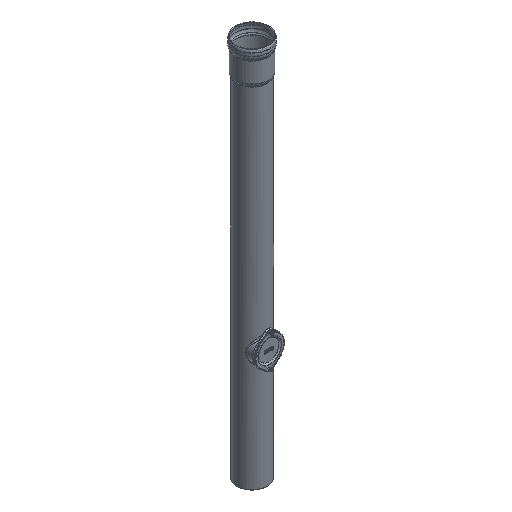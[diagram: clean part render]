
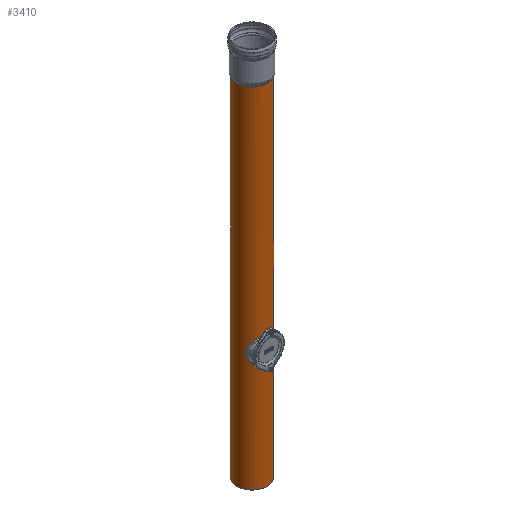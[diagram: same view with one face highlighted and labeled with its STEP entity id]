
A CAD part, isometric view. The second image highlights one B-rep face of the part: STEP entity #3410.
In plain terms, the highlighted cylindrical face has radius 795 mm (diameter 1590 mm), a full revolution.
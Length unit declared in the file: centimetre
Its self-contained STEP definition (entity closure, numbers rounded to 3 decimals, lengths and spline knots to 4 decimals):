
#247=LINE('',#6569,#434);
#248=LINE('',#6571,#435);
#434=VECTOR('',#4169,79.5);
#435=VECTOR('',#4170,79.5);
#620=CYLINDRICAL_SURFACE('',#3652,79.5);
#665=FACE_OUTER_BOUND('',#894,.T.);
#894=EDGE_LOOP('',(#2363,#2364,#2365,#2366,#2367,#2368,#2369,#2370,#2371,
#2372));
#1140=B_SPLINE_CURVE_WITH_KNOTS('',3,(#6424,#6425,#6426,#6427,#6428,#6429,
#6430,#6431,#6432,#6433,#6434,#6435,#6436,#6437,#6438,#6439,#6440,#6441,
#6442,#6443),.UNSPECIFIED.,.F.,.F.,(4,1,1,1,1,1,1,1,1,1,1,1,1,1,1,1,1,4),
(0.,4.2462,8.4924,12.7387,16.9849,
25.4773,33.9698,42.4622,50.9547,59.4471,
67.9396,83.0373,86.8117,90.5861,98.135,
105.6838,113.2326,118.8913),.UNSPECIFIED.);
#1141=B_SPLINE_CURVE_WITH_KNOTS('',3,(#6445,#6446,#6447,#6448,#6449,#6450,
#6451,#6452,#6453,#6454,#6455,#6456,#6457,#6458,#6459,#6460,#6461,#6462,
#6463,#6464,#6465,#6466,#6467,#6468,#6469,#6470,#6471,#6472,#6473,#6474,
#6475,#6476,#6477),.UNSPECIFIED.,.F.,.F.,(4,1,1,1,1,1,1,1,1,1,1,1,1,1,1,
1,1,1,1,1,1,1,1,1,1,1,1,1,1,1,4),(118.8913,118.8943,124.5559,
135.8792,143.428,150.9769,166.0745,181.1722,
192.4955,203.8187,209.4804,215.142,220.8036,
226.4653,230.2397,234.0141,237.7885,241.563,
249.1118,254.7734,260.4351,266.0967,271.7583,
283.0816,294.4049,305.7281,317.0514,328.3746,
339.6979,351.0212,356.6759),.UNSPECIFIED.);
#1142=B_SPLINE_CURVE_WITH_KNOTS('',3,(#6478,#6479,#6480,#6481,#6482,#6483,
#6484,#6485,#6486,#6487,#6488,#6489,#6490,#6491,#6492,#6493,#6494,#6495,
#6496),.UNSPECIFIED.,.F.,.F.,(4,1,1,1,1,1,1,1,1,1,1,1,1,1,1,1,4),(356.6759,
356.6828,362.3444,369.8933,377.4421,384.991,
400.0887,407.6375,424.6224,433.1148,441.6073,
450.0997,458.5922,462.8384,467.0846,471.3309,
475.5771),.UNSPECIFIED.);
#1217=CIRCLE('',#3653,79.5);
#1218=CIRCLE('',#3654,79.5);
#1219=CIRCLE('',#3655,79.5);
#1483=VERTEX_POINT('',#6421);
#1484=VERTEX_POINT('',#6423);
#1485=VERTEX_POINT('',#6444);
#1487=VERTEX_POINT('',#6567);
#1488=VERTEX_POINT('',#6570);
#1489=VERTEX_POINT('',#6572);
#1813=EDGE_CURVE('',#1483,#1484,#1140,.T.);
#1814=EDGE_CURVE('',#1484,#1485,#1141,.T.);
#1815=EDGE_CURVE('',#1485,#1483,#1142,.T.);
#1818=EDGE_CURVE('',#1487,#1487,#1217,.T.);
#1819=EDGE_CURVE('',#1487,#1484,#247,.T.);
#1820=EDGE_CURVE('',#1485,#1488,#248,.T.);
#1821=EDGE_CURVE('',#1488,#1489,#1218,.T.);
#1822=EDGE_CURVE('',#1489,#1488,#1219,.T.);
#2363=ORIENTED_EDGE('',*,*,#1818,.F.);
#2364=ORIENTED_EDGE('',*,*,#1819,.T.);
#2365=ORIENTED_EDGE('',*,*,#1813,.F.);
#2366=ORIENTED_EDGE('',*,*,#1815,.F.);
#2367=ORIENTED_EDGE('',*,*,#1820,.T.);
#2368=ORIENTED_EDGE('',*,*,#1821,.T.);
#2369=ORIENTED_EDGE('',*,*,#1822,.T.);
#2370=ORIENTED_EDGE('',*,*,#1820,.F.);
#2371=ORIENTED_EDGE('',*,*,#1814,.F.);
#2372=ORIENTED_EDGE('',*,*,#1819,.F.);
#3410=ADVANCED_FACE('',(#665),#620,.T.);
#3652=AXIS2_PLACEMENT_3D('',#6566,#4165,#4166);
#3653=AXIS2_PLACEMENT_3D('',#6568,#4167,#4168);
#3654=AXIS2_PLACEMENT_3D('',#6573,#4171,#4172);
#3655=AXIS2_PLACEMENT_3D('',#6574,#4173,#4174);
#4165=DIRECTION('center_axis',(0.,0.,
-1.));
#4166=DIRECTION('ref_axis',(0.,1.,0.));
#4167=DIRECTION('center_axis',(0.,0.,-1.));
#4168=DIRECTION('ref_axis',(1.,0.,0.));
#4169=DIRECTION('',(0.,0.,1.));
#4170=DIRECTION('',(0.,0.,1.));
#4171=DIRECTION('center_axis',(0.,0.,
-1.));
#4172=DIRECTION('ref_axis',(0.,-1.,0.));
#4173=DIRECTION('center_axis',(0.,0.,
-1.));
#4174=DIRECTION('ref_axis',(0.,-1.,0.));
#6421=CARTESIAN_POINT('',(83.5421,-759.8328,-380.));
#6423=CARTESIAN_POINT('',(155.1385,-804.7756,-456.9999));
#6424=CARTESIAN_POINT('Ctrl Pts',(83.5421,-759.8328,-380.));
#6425=CARTESIAN_POINT('Ctrl Pts',(83.5421,-759.8328,-381.5728));
#6426=CARTESIAN_POINT('Ctrl Pts',(83.6321,-760.0201,-384.7177));
#6427=CARTESIAN_POINT('Ctrl Pts',(84.0289,-760.83,-389.3467));
#6428=CARTESIAN_POINT('Ctrl Pts',(84.6646,-762.0795,-393.8249));
#6429=CARTESIAN_POINT('Ctrl Pts',(85.8002,-764.2036,-399.5654));
#6430=CARTESIAN_POINT('Ctrl Pts',(87.7049,-767.4805,-406.3097));
#6431=CARTESIAN_POINT('Ctrl Pts',(90.6717,-771.9109,-413.8186));
#6432=CARTESIAN_POINT('Ctrl Pts',(94.2864,-776.5565,-420.8315));
#6433=CARTESIAN_POINT('Ctrl Pts',(98.5399,-781.231,-427.3834));
#6434=CARTESIAN_POINT('Ctrl Pts',(103.4448,-785.8051,-433.4803));
#6435=CARTESIAN_POINT('Ctrl Pts',(110.458,-791.2925,-440.5398));
#6436=CARTESIAN_POINT('Ctrl Pts',(117.447,-795.4788,-445.7334));
#6437=CARTESIAN_POINT('Ctrl Pts',(123.8758,-798.3997,-449.3085));
#6438=CARTESIAN_POINT('Ctrl Pts',(128.3234,-800.1849,-451.4807));
#6439=CARTESIAN_POINT('Ctrl Pts',(134.1776,-802.0848,-453.7759));
#6440=CARTESIAN_POINT('Ctrl Pts',(141.5925,-803.7385,-455.7605));
#6441=CARTESIAN_POINT('Ctrl Pts',(148.6405,-804.6083,-456.8002));
#6442=CARTESIAN_POINT('Ctrl Pts',(153.1893,-804.7755,-456.9998));
#6443=CARTESIAN_POINT('Ctrl Pts',(155.1385,-804.7756,-456.9999));
#6444=CARTESIAN_POINT('',(155.1385,-804.7756,-303.0001));
#6445=CARTESIAN_POINT('Ctrl Pts',(155.1385,-804.7756,-456.9999));
#6446=CARTESIAN_POINT('Ctrl Pts',(155.1395,-804.7756,-456.9999));
#6447=CARTESIAN_POINT('Ctrl Pts',(157.0907,-804.7756,-456.9999));
#6448=CARTESIAN_POINT('Ctrl Pts',(162.9432,-804.5607,-456.7431));
#6449=CARTESIAN_POINT('Ctrl Pts',(171.2373,-803.3239,-455.2653));
#6450=CARTESIAN_POINT('Ctrl Pts',(179.6707,-801.0158,-452.4873));
#6451=CARTESIAN_POINT('Ctrl Pts',(188.7371,-797.6044,-448.3485));
#6452=CARTESIAN_POINT('Ctrl Pts',(198.8198,-792.1352,-441.6126));
#6453=CARTESIAN_POINT('Ctrl Pts',(207.9522,-785.0072,-432.4928));
#6454=CARTESIAN_POINT('Ctrl Pts',(214.73,-778.1187,-423.1196));
#6455=CARTESIAN_POINT('Ctrl Pts',(218.8631,-772.9223,-415.4199));
#6456=CARTESIAN_POINT('Ctrl Pts',(221.5969,-768.9511,-408.818));
#6457=CARTESIAN_POINT('Ctrl Pts',(223.3491,-766.1513,-403.6206));
#6458=CARTESIAN_POINT('Ctrl Pts',(224.7873,-763.6374,-398.1485));
#6459=CARTESIAN_POINT('Ctrl Pts',(225.7574,-761.801,-393.0119));
#6460=CARTESIAN_POINT('Ctrl Pts',(226.3497,-760.6241,-388.3228));
#6461=CARTESIAN_POINT('Ctrl Pts',(226.6642,-759.9801,-384.1914));
#6462=CARTESIAN_POINT('Ctrl Pts',(226.7706,-759.7593,-379.9969));
#6463=CARTESIAN_POINT('Ctrl Pts',(226.6284,-760.0538,-374.4009));
#6464=CARTESIAN_POINT('Ctrl Pts',(225.9996,-761.342,-368.265));
#6465=CARTESIAN_POINT('Ctrl Pts',(224.7855,-763.641,-361.8446));
#6466=CARTESIAN_POINT('Ctrl Pts',(223.3468,-766.1551,-356.3708));
#6467=CARTESIAN_POINT('Ctrl Pts',(221.5939,-768.9557,-351.1747));
#6468=CARTESIAN_POINT('Ctrl Pts',(218.8617,-772.9242,-344.5768));
#6469=CARTESIAN_POINT('Ctrl Pts',(214.7266,-778.1228,-336.8749));
#6470=CARTESIAN_POINT('Ctrl Pts',(208.6218,-784.326,-328.4336));
#6471=CARTESIAN_POINT('Ctrl Pts',(201.3483,-790.2068,-320.8403));
#6472=CARTESIAN_POINT('Ctrl Pts',(192.874,-795.5014,-314.2293));
#6473=CARTESIAN_POINT('Ctrl Pts',(183.2184,-799.9176,-308.8356));
#6474=CARTESIAN_POINT('Ctrl Pts',(172.5048,-803.136,-304.9593));
#6475=CARTESIAN_POINT('Ctrl Pts',(162.9341,-804.5614,-303.256));
#6476=CARTESIAN_POINT('Ctrl Pts',(157.086,-804.7757,-303.0001));
#6477=CARTESIAN_POINT('Ctrl Pts',(155.1385,-804.7756,-303.0001));
#6478=CARTESIAN_POINT('Ctrl Pts',(155.1385,-804.7756,-303.0001));
#6479=CARTESIAN_POINT('Ctrl Pts',(155.1361,-804.7756,-303.0001));
#6480=CARTESIAN_POINT('Ctrl Pts',(153.1838,-804.7754,-303.0003));
#6481=CARTESIAN_POINT('Ctrl Pts',(148.6324,-804.6077,-303.2005));
#6482=CARTESIAN_POINT('Ctrl Pts',(141.5816,-803.7368,-304.2419));
#6483=CARTESIAN_POINT('Ctrl Pts',(134.1683,-802.082,-306.2271));
#6484=CARTESIAN_POINT('Ctrl Pts',(124.8023,-799.0421,-309.9009));
#6485=CARTESIAN_POINT('Ctrl Pts',(116.3817,-794.9389,-314.9175));
#6486=CARTESIAN_POINT('Ctrl Pts',(106.7357,-788.6494,-322.8213));
#6487=CARTESIAN_POINT('Ctrl Pts',(99.9522,-782.7853,-330.4408));
#6488=CARTESIAN_POINT('Ctrl Pts',(94.2794,-776.5476,-339.1801));
#6489=CARTESIAN_POINT('Ctrl Pts',(90.6712,-771.91,-346.1842));
#6490=CARTESIAN_POINT('Ctrl Pts',(87.7059,-767.4821,-353.6867));
#6491=CARTESIAN_POINT('Ctrl Pts',(85.7999,-764.2032,-360.4355));
#6492=CARTESIAN_POINT('Ctrl Pts',(84.6645,-762.0792,-366.176));
#6493=CARTESIAN_POINT('Ctrl Pts',(84.0288,-760.8298,-370.654));
#6494=CARTESIAN_POINT('Ctrl Pts',(83.6322,-760.0202,-375.2818));
#6495=CARTESIAN_POINT('Ctrl Pts',(83.5421,-759.8328,-378.4272));
#6496=CARTESIAN_POINT('Ctrl Pts',(83.5421,-759.8328,-380.));
#6566=CARTESIAN_POINT('Origin',(155.1386,-725.2757,903.5469));
#6567=CARTESIAN_POINT('',(155.1386,-804.7757,-1000.));
#6568=CARTESIAN_POINT('Origin',(155.1386,-725.2757,-1000.));
#6569=CARTESIAN_POINT('',(155.1386,-804.7757,903.5469));
#6570=CARTESIAN_POINT('',(155.1386,-804.7757,822.4723));
#6571=CARTESIAN_POINT('',(155.1386,-804.7757,903.5469));
#6572=CARTESIAN_POINT('',(75.6386,-725.2757,822.4723));
#6573=CARTESIAN_POINT('Origin',(155.1386,-725.2757,822.4723));
#6574=CARTESIAN_POINT('Origin',(155.1386,-725.2757,822.4723));
